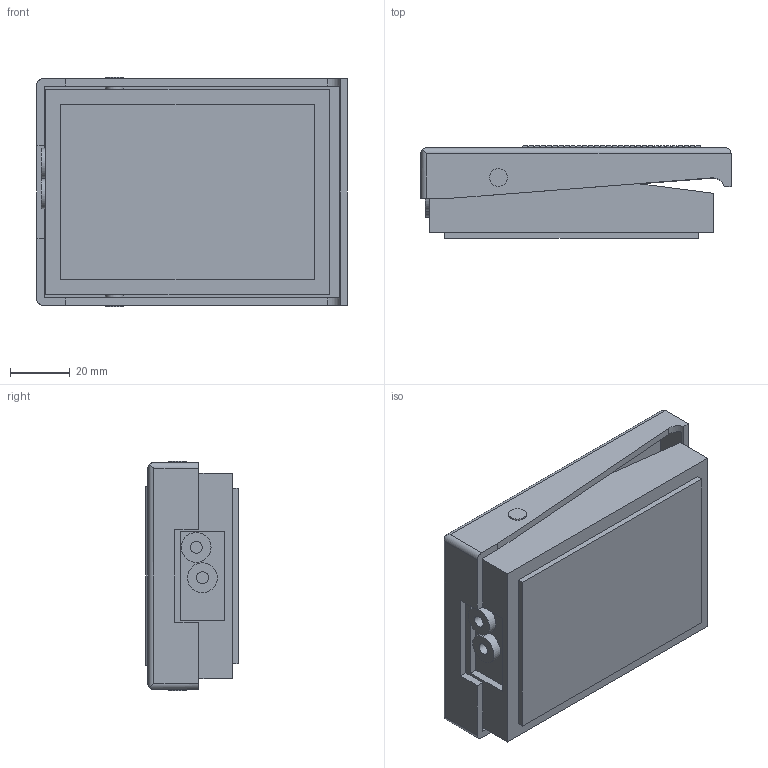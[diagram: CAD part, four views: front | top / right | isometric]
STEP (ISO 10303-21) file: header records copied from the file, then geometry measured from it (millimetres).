
FILE_DESCRIPTION( ( 'STEP AP214' ), ' ' );
FILE_NAME( 'W3120000401(FSWP).stp', '2017-03-02T10:08:18', ( '' ), ( '' ), ' ', 'PARTsolutions', ' ' );
FILE_SCHEMA( ( 'AUTOMOTIVE_DESIGN { 1 0 10303 214 1 1 1 1 }' ) );
Length unit declared in the file: millimetre
Products named in the file (4): W3120000401(FSWP); _W3120000401Pedal; _W3120000401Body; _W3120000401Body1
Assembly tree (3 placements, depth 2):
  W3120000401(FSWP)
    _W3120000401Pedal
    _W3120000401Body
    _W3120000401Body1
Bounding box: 104 x 31 x 77 mm (x, y, z)
Volume: 83222.5 mm3; surface area: 59552.9 mm2
Topology: 3 solids, 3 shells, 223 faces, 604 edges, 402 vertices
Faces by surface type: plane 137, cylinder 83, cone 2, bspline 1
Full cylindrical faces by diameter (mm): 2.4 x2, 4 x2, 4.2 x1, 4.5 x2, 6 x6, 10 x3
Entity records: 8832 total; most frequent: CARTESIAN_POINT 1255, DIRECTION 1205, ORIENTED_EDGE 1170, EDGE_CURVE 585, LINE 409, VECTOR 409, VERTEX_POINT 400, AXIS2_PLACEMENT_3D 398
